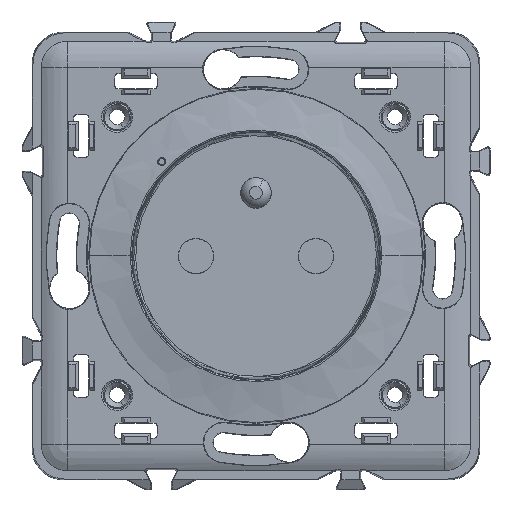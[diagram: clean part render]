
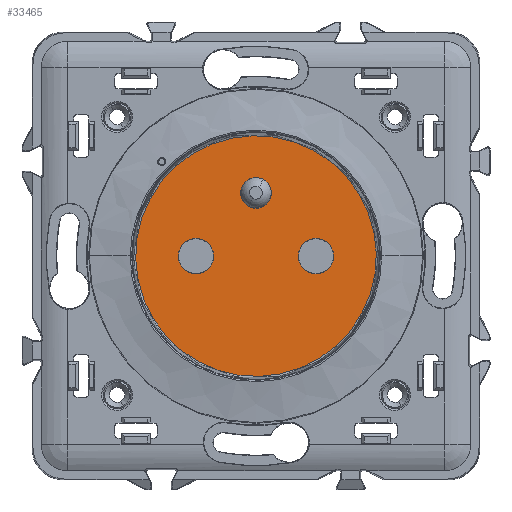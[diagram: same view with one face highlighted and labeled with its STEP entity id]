
A CAD part, top view. The second image highlights one B-rep face of the part: STEP entity #33465.
In plain terms, the highlighted planar face has unit normal (0, 0, 1).
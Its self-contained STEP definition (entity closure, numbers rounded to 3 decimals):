
#33391=AXIS2_PLACEMENT_3D('Plane Axis2P3D',#33388,#33389,#33390) ;
#33395=AXIS2_PLACEMENT_3D('Circle Axis2P3D',#33393,#33394,$) ;
#33404=AXIS2_PLACEMENT_3D('Circle Axis2P3D',#33402,#33403,$) ;
#33413=AXIS2_PLACEMENT_3D('Circle Axis2P3D',#33411,#33412,$) ;
#33422=AXIS2_PLACEMENT_3D('Circle Axis2P3D',#33420,#33421,$) ;
#33431=AXIS2_PLACEMENT_3D('Circle Axis2P3D',#33429,#33430,$) ;
#33440=AXIS2_PLACEMENT_3D('Circle Axis2P3D',#33438,#33439,$) ;
#33449=AXIS2_PLACEMENT_3D('Circle Axis2P3D',#33447,#33448,$) ;
#33458=AXIS2_PLACEMENT_3D('Circle Axis2P3D',#33456,#33457,$) ;
#33388=CARTESIAN_POINT('Axis2P3D Location',(0.,0.,-4.5)) ;
#33393=CARTESIAN_POINT('Axis2P3D Location',(0.,0.,-4.5)) ;
#33397=CARTESIAN_POINT('Vertex',(-9.136,-16.723,-4.5)) ;
#33399=CARTESIAN_POINT('Vertex',(9.136,16.723,-4.5)) ;
#33402=CARTESIAN_POINT('Axis2P3D Location',(0.,0.,-4.5)) ;
#33411=CARTESIAN_POINT('Axis2P3D Location',(-9.5,0.,-4.5)) ;
#33415=CARTESIAN_POINT('Vertex',(-12.3,0.,-4.5)) ;
#33417=CARTESIAN_POINT('Vertex',(-6.7,0.,-4.5)) ;
#33420=CARTESIAN_POINT('Axis2P3D Location',(-9.5,0.,-4.5)) ;
#33429=CARTESIAN_POINT('Axis2P3D Location',(0.,10.,-4.5)) ;
#33433=CARTESIAN_POINT('Vertex',(-2.45,10.,-4.5)) ;
#33435=CARTESIAN_POINT('Vertex',(2.45,10.,-4.5)) ;
#33438=CARTESIAN_POINT('Axis2P3D Location',(0.,10.,-4.5)) ;
#33447=CARTESIAN_POINT('Axis2P3D Location',(9.5,0.,-4.5)) ;
#33451=CARTESIAN_POINT('Vertex',(6.7,0.,-4.5)) ;
#33453=CARTESIAN_POINT('Vertex',(12.3,0.,-4.5)) ;
#33456=CARTESIAN_POINT('Axis2P3D Location',(9.5,0.,-4.5)) ;
#33389=DIRECTION('Axis2P3D Direction',(0.,0.,-1.)) ;
#33390=DIRECTION('Axis2P3D XDirection',(-1.,0.,0.)) ;
#33394=DIRECTION('Axis2P3D Direction',(0.,0.,-1.)) ;
#33403=DIRECTION('Axis2P3D Direction',(0.,0.,-1.)) ;
#33412=DIRECTION('Axis2P3D Direction',(0.,0.,-1.)) ;
#33421=DIRECTION('Axis2P3D Direction',(0.,0.,-1.)) ;
#33430=DIRECTION('Axis2P3D Direction',(0.,0.,-1.)) ;
#33439=DIRECTION('Axis2P3D Direction',(0.,0.,-1.)) ;
#33448=DIRECTION('Axis2P3D Direction',(0.,0.,-1.)) ;
#33457=DIRECTION('Axis2P3D Direction',(0.,0.,-1.)) ;
#33408=ORIENTED_EDGE('',*,*,#33401,.T.) ;
#33409=ORIENTED_EDGE('',*,*,#33406,.T.) ;
#33426=ORIENTED_EDGE('',*,*,#33419,.T.) ;
#33427=ORIENTED_EDGE('',*,*,#33424,.T.) ;
#33444=ORIENTED_EDGE('',*,*,#33437,.T.) ;
#33445=ORIENTED_EDGE('',*,*,#33442,.T.) ;
#33462=ORIENTED_EDGE('',*,*,#33455,.T.) ;
#33463=ORIENTED_EDGE('',*,*,#33460,.T.) ;
#33428=FACE_BOUND('',#33425,.T.) ;
#33446=FACE_BOUND('',#33443,.T.) ;
#33464=FACE_BOUND('',#33461,.T.) ;
#33465=ADVANCED_FACE('A014383_A .1\\EB02028.1\\Corps principal',(#33410,#33428,#33446,#33464),#33392,.F.) ;
#33396=CIRCLE('generated circle',#33395,19.055) ;
#33405=CIRCLE('generated circle',#33404,19.055) ;
#33414=CIRCLE('generated circle',#33413,2.8) ;
#33423=CIRCLE('generated circle',#33422,2.8) ;
#33432=CIRCLE('generated circle',#33431,2.45) ;
#33441=CIRCLE('generated circle',#33440,2.45) ;
#33450=CIRCLE('generated circle',#33449,2.8) ;
#33459=CIRCLE('generated circle',#33458,2.8) ;
#33401=EDGE_CURVE('',#33398,#33400,#33396,.F.) ;
#33406=EDGE_CURVE('',#33400,#33398,#33405,.F.) ;
#33419=EDGE_CURVE('',#33416,#33418,#33414,.T.) ;
#33424=EDGE_CURVE('',#33418,#33416,#33423,.T.) ;
#33437=EDGE_CURVE('',#33434,#33436,#33432,.T.) ;
#33442=EDGE_CURVE('',#33436,#33434,#33441,.T.) ;
#33455=EDGE_CURVE('',#33452,#33454,#33450,.T.) ;
#33460=EDGE_CURVE('',#33454,#33452,#33459,.T.) ;
#33407=EDGE_LOOP('',(#33408,#33409)) ;
#33425=EDGE_LOOP('',(#33426,#33427)) ;
#33443=EDGE_LOOP('',(#33444,#33445)) ;
#33461=EDGE_LOOP('',(#33462,#33463)) ;
#33410=FACE_OUTER_BOUND('',#33407,.T.) ;
#33392=PLANE('',#33391) ;
#33398=VERTEX_POINT('',#33397) ;
#33400=VERTEX_POINT('',#33399) ;
#33416=VERTEX_POINT('',#33415) ;
#33418=VERTEX_POINT('',#33417) ;
#33434=VERTEX_POINT('',#33433) ;
#33436=VERTEX_POINT('',#33435) ;
#33452=VERTEX_POINT('',#33451) ;
#33454=VERTEX_POINT('',#33453) ;
